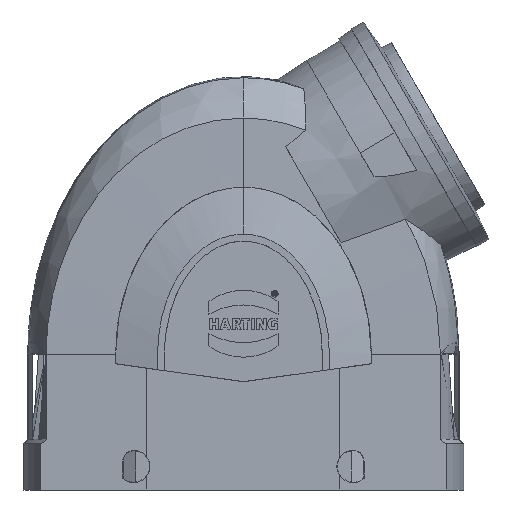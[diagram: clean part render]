
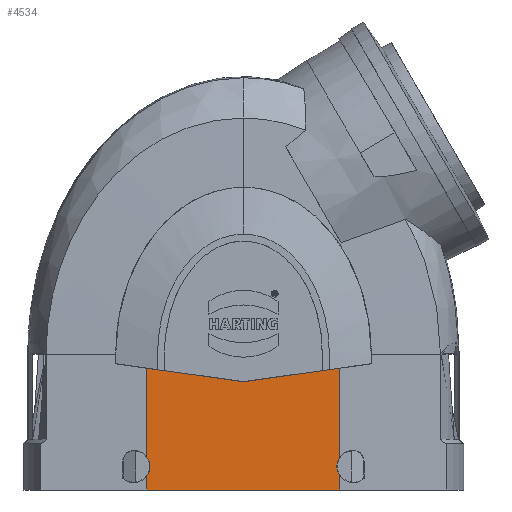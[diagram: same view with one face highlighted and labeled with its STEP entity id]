
A CAD part, front view. The second image highlights one B-rep face of the part: STEP entity #4534.
In plain terms, the highlighted planar face has unit normal (0, -1, 0).
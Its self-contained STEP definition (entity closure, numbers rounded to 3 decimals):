
#2476=FACE_OUTER_BOUND('',#5076,.T.);
#2837=LINE('',#11962,#3437);
#2839=LINE('',#11973,#3439);
#2846=LINE('',#12002,#3446);
#2853=LINE('',#12026,#3453);
#3008=LINE('',#13887,#3611);
#3044=LINE('',#14445,#3648);
#3045=LINE('',#14447,#3649);
#3437=VECTOR('',#10244,1.);
#3439=VECTOR('',#10252,1.);
#3446=VECTOR('',#10265,1.);
#3453=VECTOR('',#10272,1.);
#3611=VECTOR('',#10556,1.);
#3648=VECTOR('',#10641,1.);
#3649=VECTOR('',#10642,1.);
#4042=PLANE('',#9754);
#4534=ADVANCED_FACE('',(#2476),#4042,.F.);
#5076=EDGE_LOOP('',(#6015,#6016,#6017,#6018,#6019,#6020,#6021,#6022,#6023));
#6015=ORIENTED_EDGE('',*,*,#8155,.T.);
#6016=ORIENTED_EDGE('',*,*,#8543,.T.);
#6017=ORIENTED_EDGE('',*,*,#8164,.T.);
#6018=ORIENTED_EDGE('',*,*,#8466,.T.);
#6019=ORIENTED_EDGE('',*,*,#8144,.T.);
#6020=ORIENTED_EDGE('',*,*,#8544,.T.);
#6021=ORIENTED_EDGE('',*,*,#8139,.T.);
#6022=ORIENTED_EDGE('',*,*,#8545,.T.);
#6023=ORIENTED_EDGE('',*,*,#8546,.T.);
#7473=VERTEX_POINT('',#11963);
#7474=VERTEX_POINT('',#11964);
#7478=VERTEX_POINT('',#11972);
#7479=VERTEX_POINT('',#11974);
#7489=VERTEX_POINT('',#12001);
#7490=VERTEX_POINT('',#12003);
#7498=VERTEX_POINT('',#12025);
#7499=VERTEX_POINT('',#12027);
#7796=VERTEX_POINT('',#14446);
#8139=EDGE_CURVE('',#7473,#7474,#2837,.T.);
#8144=EDGE_CURVE('',#7479,#7478,#2839,.T.);
#8155=EDGE_CURVE('',#7490,#7489,#2846,.T.);
#8164=EDGE_CURVE('',#7499,#7498,#2853,.T.);
#8466=EDGE_CURVE('',#7498,#7479,#3008,.T.);
#8543=EDGE_CURVE('',#7489,#7499,#9136,.T.);
#8544=EDGE_CURVE('',#7478,#7473,#9137,.T.);
#8545=EDGE_CURVE('',#7474,#7796,#3044,.T.);
#8546=EDGE_CURVE('',#7796,#7490,#3045,.T.);
#9136=CIRCLE('',#9752,3.5);
#9137=CIRCLE('',#9753,3.5);
#9752=AXIS2_PLACEMENT_3D('',#14443,#10637,#10638);
#9753=AXIS2_PLACEMENT_3D('',#14444,#10639,#10640);
#9754=AXIS2_PLACEMENT_3D('',#14448,#10643,#10644);
#10244=DIRECTION('',(0.,0.,1.));
#10252=DIRECTION('',(0.,0.,1.));
#10265=DIRECTION('',(0.,0.,-1.));
#10272=DIRECTION('',(0.,0.,-1.));
#10556=DIRECTION('',(1.,0.,0.));
#10637=DIRECTION('',(0.,1.,0.));
#10638=DIRECTION('',(0.,0.,1.));
#10639=DIRECTION('',(0.,1.,0.));
#10640=DIRECTION('',(0.,0.,1.));
#10641=DIRECTION('',(-0.99,0.,-0.139));
#10642=DIRECTION('',(-0.99,0.,0.139));
#10643=DIRECTION('',(0.,1.,0.));
#10644=DIRECTION('',(0.,0.,1.));
#11962=CARTESIAN_POINT('',(20.92,-22.5,19.3));
#11963=CARTESIAN_POINT('',(20.92,-22.5,-2.991));
#11964=CARTESIAN_POINT('',(20.92,-22.5,16.239));
#11972=CARTESIAN_POINT('',(20.92,-22.5,-7.109));
#11973=CARTESIAN_POINT('',(20.92,-22.5,19.3));
#11974=CARTESIAN_POINT('',(20.92,-22.5,-10.15));
#12001=CARTESIAN_POINT('',(-20.92,-22.5,-2.991));
#12002=CARTESIAN_POINT('',(-20.92,-22.5,19.3));
#12003=CARTESIAN_POINT('',(-20.92,-22.5,16.239));
#12025=CARTESIAN_POINT('',(-20.92,-22.5,-10.15));
#12026=CARTESIAN_POINT('',(-20.92,-22.5,19.3));
#12027=CARTESIAN_POINT('',(-20.92,-22.5,-7.109));
#13887=CARTESIAN_POINT('',(-20.92,-22.5,-10.15));
#14443=CARTESIAN_POINT('',(-23.75,-22.5,-5.05));
#14444=CARTESIAN_POINT('',(23.75,-22.5,-5.05));
#14445=CARTESIAN_POINT('',(21.342,-22.5,16.298));
#14446=CARTESIAN_POINT('',(0.,-22.5,13.299));
#14447=CARTESIAN_POINT('',(-21.342,-22.5,16.298));
#14448=CARTESIAN_POINT('',(-20.92,-22.5,19.3));
